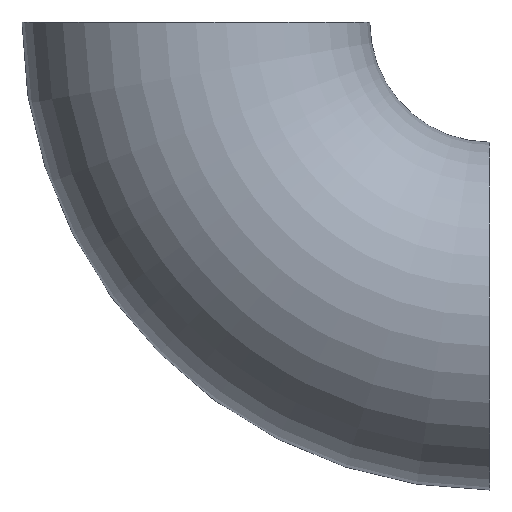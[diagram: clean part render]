
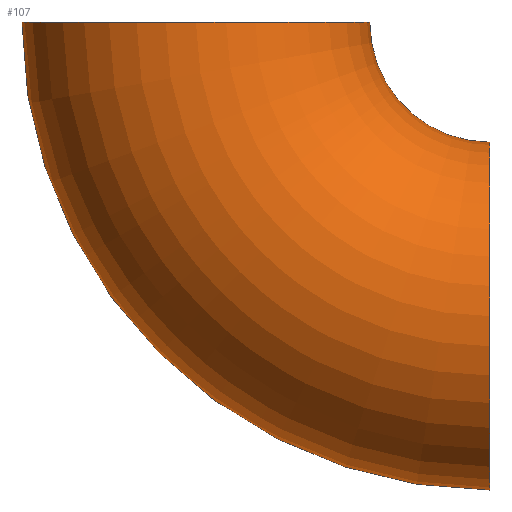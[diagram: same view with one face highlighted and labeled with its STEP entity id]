
A CAD part, front view. The second image highlights one B-rep face of the part: STEP entity #107.
In plain terms, the highlighted toroidal (fillet/blend) face has major radius 51 mm and minor radius 30.15 mm.
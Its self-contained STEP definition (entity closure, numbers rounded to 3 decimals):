
#9 = EDGE_CURVE ( 'NONE', #86, #129, #72, .T. ) ;
#11 = AXIS2_PLACEMENT_3D ( 'NONE', #210, #88, #154 ) ;
#14 = EDGE_CURVE ( 'NONE', #147, #184, #234, .T. ) ;
#25 = CARTESIAN_POINT ( 'NONE',  ( 0., 0., 0. ) ) ;
#26 = CIRCLE ( 'NONE', #32, 30.15 ) ;
#32 = AXIS2_PLACEMENT_3D ( 'NONE', #34, #94, #211 ) ;
#34 = CARTESIAN_POINT ( 'NONE',  ( 0., 0., -51. ) ) ;
#49 = ORIENTED_EDGE ( 'NONE', *, *, #137, .T. ) ;
#51 = FACE_OUTER_BOUND ( 'NONE', #164, .T. ) ;
#62 = CIRCLE ( 'NONE', #202, 30.15 ) ;
#72 = CIRCLE ( 'NONE', #209, 81.15 ) ;
#86 = VERTEX_POINT ( 'NONE', #166 ) ;
#87 = DIRECTION ( 'NONE',  ( 0., 0., 1. ) ) ;
#88 = DIRECTION ( 'NONE',  ( 0., 1., 0. ) ) ;
#94 = DIRECTION ( 'NONE',  ( -1., 0., 0. ) ) ;
#99 = EDGE_CURVE ( 'NONE', #129, #184, #62, .T. ) ;
#104 = CARTESIAN_POINT ( 'NONE',  ( 0., 0., 0. ) ) ;
#107 = ADVANCED_FACE ( 'NONE', ( #51 ), #130, .T. ) ;
#112 = CARTESIAN_POINT ( 'NONE',  ( -81.15, 0., 0. ) ) ;
#120 = AXIS2_PLACEMENT_3D ( 'NONE', #25, #236, #87 ) ;
#129 = VERTEX_POINT ( 'NONE', #112 ) ;
#130 = TOROIDAL_SURFACE ( 'NONE', #11, 51., 30.15 ) ;
#131 = ORIENTED_EDGE ( 'NONE', *, *, #9, .F. ) ;
#134 = CARTESIAN_POINT ( 'NONE',  ( -51., 0., 0. ) ) ;
#137 = EDGE_CURVE ( 'NONE', #86, #147, #26, .T. ) ;
#138 = DIRECTION ( 'NONE',  ( 1., 0., 0. ) ) ;
#147 = VERTEX_POINT ( 'NONE', #187 ) ;
#149 = DIRECTION ( 'NONE',  ( 0., 1., 0. ) ) ;
#154 = DIRECTION ( 'NONE',  ( 0., 0., 1. ) ) ;
#164 = EDGE_LOOP ( 'NONE', ( #131, #49, #198, #183 ) ) ;
#166 = CARTESIAN_POINT ( 'NONE',  ( 0., 0., -81.15 ) ) ;
#168 = DIRECTION ( 'NONE',  ( 0., 0., 1. ) ) ;
#170 = CARTESIAN_POINT ( 'NONE',  ( -20.85, 0., 0. ) ) ;
#183 = ORIENTED_EDGE ( 'NONE', *, *, #99, .F. ) ;
#184 = VERTEX_POINT ( 'NONE', #170 ) ;
#187 = CARTESIAN_POINT ( 'NONE',  ( 0., 0., -20.85 ) ) ;
#198 = ORIENTED_EDGE ( 'NONE', *, *, #14, .T. ) ;
#202 = AXIS2_PLACEMENT_3D ( 'NONE', #134, #168, #138 ) ;
#209 = AXIS2_PLACEMENT_3D ( 'NONE', #104, #149, #253 ) ;
#210 = CARTESIAN_POINT ( 'NONE',  ( 0., 0., 0. ) ) ;
#211 = DIRECTION ( 'NONE',  ( 0., 0., 1. ) ) ;
#234 = CIRCLE ( 'NONE', #120, 20.85 ) ;
#236 = DIRECTION ( 'NONE',  ( 0., 1., 0. ) ) ;
#253 = DIRECTION ( 'NONE',  ( 0., 0., 1. ) ) ;
